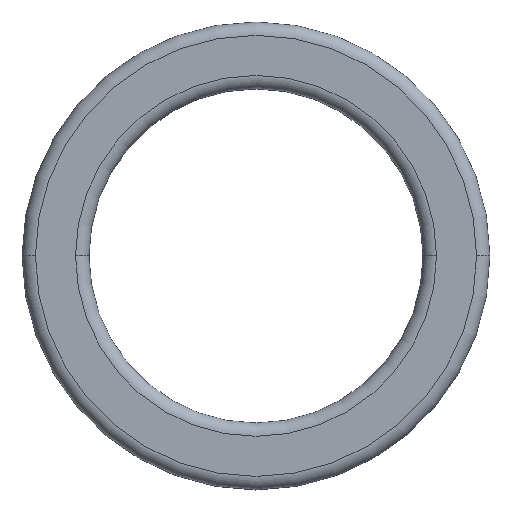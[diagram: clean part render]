
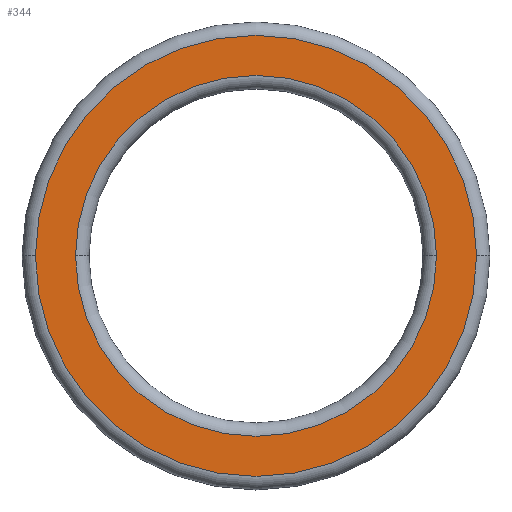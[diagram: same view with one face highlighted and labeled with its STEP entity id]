
A CAD part, top view. The second image highlights one B-rep face of the part: STEP entity #344.
In plain terms, the highlighted planar face has unit normal (0, 0, 1).
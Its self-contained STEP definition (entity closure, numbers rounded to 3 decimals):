
#26 = CARTESIAN_POINT ( 'NONE',  ( -33., 0., 20. ) ) ;
#49 = VERTEX_POINT ( 'NONE', #325 ) ;
#58 = CARTESIAN_POINT ( 'NONE',  ( 0., 0., 20. ) ) ;
#67 = DIRECTION ( 'NONE',  ( 1., 0., 0. ) ) ;
#78 = EDGE_CURVE ( 'NONE', #112, #184, #452, .T. ) ;
#87 = CARTESIAN_POINT ( 'NONE',  ( 27., 0., 20. ) ) ;
#88 = DIRECTION ( 'NONE',  ( 1., 0., 0. ) ) ;
#98 = DIRECTION ( 'NONE',  ( 0., 0., 1. ) ) ;
#112 = VERTEX_POINT ( 'NONE', #26 ) ;
#135 = FACE_OUTER_BOUND ( 'NONE', #197, .T. ) ;
#148 = CARTESIAN_POINT ( 'NONE',  ( 0., 0., 20. ) ) ;
#153 = ORIENTED_EDGE ( 'NONE', *, *, #401, .T. ) ;
#157 = CIRCLE ( 'NONE', #385, 33. ) ;
#184 = VERTEX_POINT ( 'NONE', #308 ) ;
#189 = DIRECTION ( 'NONE',  ( 1., 0., 0. ) ) ;
#190 = DIRECTION ( 'NONE',  ( 0., 0., -1. ) ) ;
#195 = DIRECTION ( 'NONE',  ( 0., 0., -1. ) ) ;
#197 = EDGE_LOOP ( 'NONE', ( #153, #306 ) ) ;
#208 = EDGE_CURVE ( 'NONE', #239, #49, #228, .T. ) ;
#227 = AXIS2_PLACEMENT_3D ( 'NONE', #148, #408, #189 ) ;
#228 = CIRCLE ( 'NONE', #299, 27. ) ;
#236 = EDGE_CURVE ( 'NONE', #49, #239, #357, .T. ) ;
#239 = VERTEX_POINT ( 'NONE', #87 ) ;
#268 = AXIS2_PLACEMENT_3D ( 'NONE', #423, #98, #67 ) ;
#273 = DIRECTION ( 'NONE',  ( 1., 0., 0. ) ) ;
#283 = CARTESIAN_POINT ( 'NONE',  ( 0., 0., 20. ) ) ;
#298 = ORIENTED_EDGE ( 'NONE', *, *, #236, .T. ) ;
#299 = AXIS2_PLACEMENT_3D ( 'NONE', #58, #190, #88 ) ;
#300 = FACE_BOUND ( 'NONE', #433, .T. ) ;
#306 = ORIENTED_EDGE ( 'NONE', *, *, #78, .T. ) ;
#308 = CARTESIAN_POINT ( 'NONE',  ( 33., 0., 20. ) ) ;
#318 = DIRECTION ( 'NONE',  ( 0., 0., 1. ) ) ;
#325 = CARTESIAN_POINT ( 'NONE',  ( -27., 0., 20. ) ) ;
#344 = ADVANCED_FACE ( 'NONE', ( #300, #135 ), #359, .T. ) ;
#349 = AXIS2_PLACEMENT_3D ( 'NONE', #410, #195, #273 ) ;
#357 = CIRCLE ( 'NONE', #349, 27. ) ;
#359 = PLANE ( 'NONE',  #268 ) ;
#385 = AXIS2_PLACEMENT_3D ( 'NONE', #283, #318, #451 ) ;
#391 = ORIENTED_EDGE ( 'NONE', *, *, #208, .T. ) ;
#401 = EDGE_CURVE ( 'NONE', #184, #112, #157, .T. ) ;
#408 = DIRECTION ( 'NONE',  ( 0., 0., 1. ) ) ;
#410 = CARTESIAN_POINT ( 'NONE',  ( 0., 0., 20. ) ) ;
#423 = CARTESIAN_POINT ( 'NONE',  ( 0., 0., 20. ) ) ;
#433 = EDGE_LOOP ( 'NONE', ( #391, #298 ) ) ;
#451 = DIRECTION ( 'NONE',  ( 1., 0., 0. ) ) ;
#452 = CIRCLE ( 'NONE', #227, 33. ) ;
